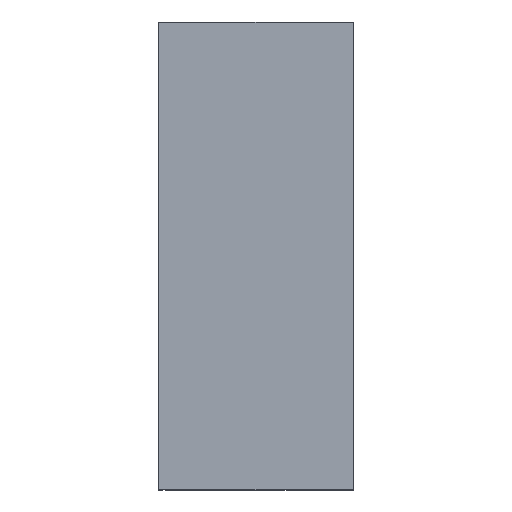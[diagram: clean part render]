
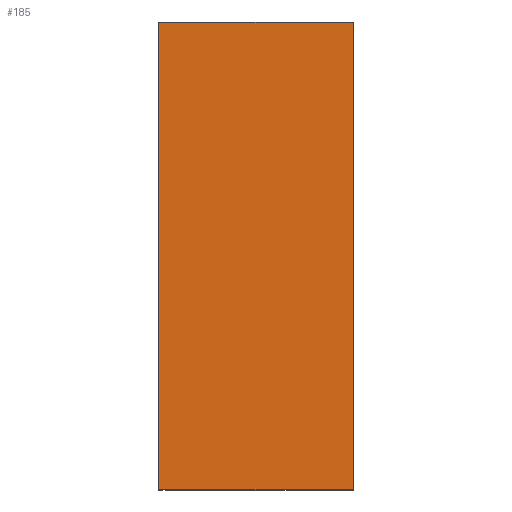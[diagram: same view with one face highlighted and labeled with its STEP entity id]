
A CAD part, top view. The second image highlights one B-rep face of the part: STEP entity #185.
In plain terms, the highlighted planar face has unit normal (-0.004, 0, 1).
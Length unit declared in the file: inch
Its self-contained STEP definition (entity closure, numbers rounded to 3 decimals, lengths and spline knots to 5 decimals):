
#19=FACE_OUTER_BOUND('',#29,.T.);
#29=EDGE_LOOP('',(#143,#144,#145,#146));
#40=LINE('',#275,#64);
#47=LINE('',#288,#71);
#50=LINE('',#295,#74);
#51=LINE('',#296,#75);
#64=VECTOR('',#224,0.3937);
#71=VECTOR('',#235,0.3937);
#74=VECTOR('',#242,0.3937);
#75=VECTOR('',#243,0.3937);
#88=VERTEX_POINT('',#272);
#89=VERTEX_POINT('',#274);
#93=VERTEX_POINT('',#286);
#95=VERTEX_POINT('',#294);
#104=EDGE_CURVE('',#89,#88,#40,.F.);
#111=EDGE_CURVE('',#88,#93,#47,.T.);
#114=EDGE_CURVE('',#93,#95,#50,.T.);
#115=EDGE_CURVE('',#89,#95,#51,.T.);
#143=ORIENTED_EDGE('',*,*,#114,.T.);
#144=ORIENTED_EDGE('',*,*,#115,.F.);
#145=ORIENTED_EDGE('',*,*,#104,.T.);
#146=ORIENTED_EDGE('',*,*,#111,.T.);
#175=PLANE('',#209);
#185=ADVANCED_FACE('',(#19),#175,.T.);
#209=AXIS2_PLACEMENT_3D('',#293,#240,#241);
#224=DIRECTION('',(1.,0.,0.003));
#235=DIRECTION('',(0.,-1.,0.));
#240=DIRECTION('center_axis',(-0.003,0.,
1.));
#241=DIRECTION('ref_axis',(-1.,0.,-0.003));
#242=DIRECTION('',(1.,0.,0.003));
#243=DIRECTION('',(0.,-1.,0.));
#272=CARTESIAN_POINT('',(-276.2367,1471.87201,-10.42206));
#274=CARTESIAN_POINT('',(-258.2367,1471.87201,-10.35956));
#275=CARTESIAN_POINT('',(-262.74185,1471.87201,-10.3752));
#286=CARTESIAN_POINT('',(-276.2367,1428.59701,-10.42206));
#288=CARTESIAN_POINT('',(-276.2367,1471.12201,-10.42206));
#293=CARTESIAN_POINT('Origin',(-258.2367,1471.12201,-10.35956));
#294=CARTESIAN_POINT('',(-258.2367,1428.59701,-10.35956));
#295=CARTESIAN_POINT('',(-267.24701,1428.59701,-10.39084));
#296=CARTESIAN_POINT('',(-258.2367,1471.12201,-10.35956));
